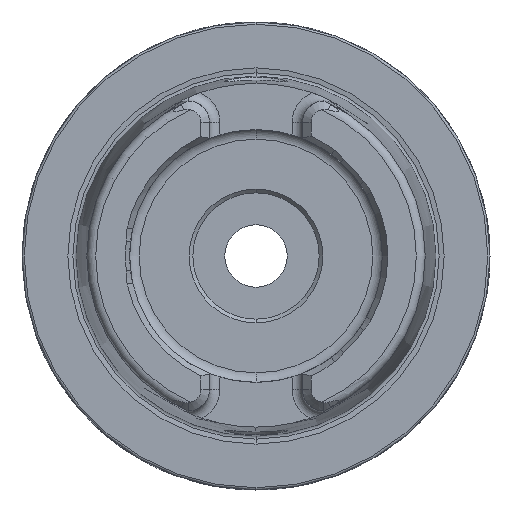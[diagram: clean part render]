
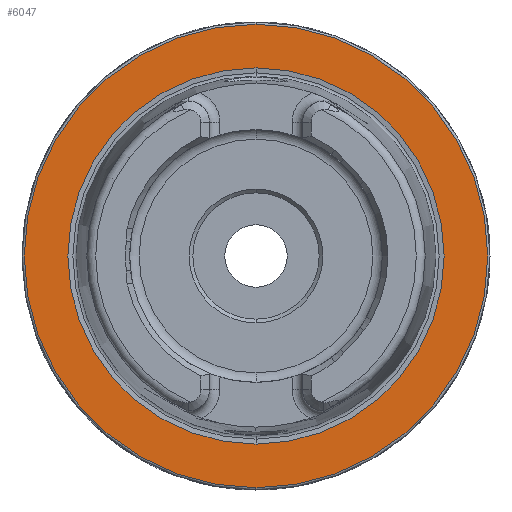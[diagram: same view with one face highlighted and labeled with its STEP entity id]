
A CAD part, left-side view. The second image highlights one B-rep face of the part: STEP entity #6047.
In plain terms, the highlighted planar face has unit normal (-1, 0, 0).
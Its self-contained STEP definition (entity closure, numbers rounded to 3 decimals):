
#1077 = ORIENTED_EDGE ( 'NONE', *, *, #4937, .F. ) ;
#1078 = ORIENTED_EDGE ( 'NONE', *, *, #3369, .F. ) ;
#1079 = ORIENTED_EDGE ( 'NONE', *, *, #3364, .T. ) ;
#1081 = ORIENTED_EDGE ( 'NONE', *, *, #4938, .T. ) ;
#1307 = AXIS2_PLACEMENT_3D ( 'NONE', #7060, #7068, #7069 ) ;
#2041 = CIRCLE ( 'NONE', #3493, 31.2 ) ;
#2044 = CIRCLE ( 'NONE', #3496, 25.324 ) ;
#2158 = CIRCLE ( 'NONE', #3542, 25.324 ) ;
#2159 = CIRCLE ( 'NONE', #3543, 31.2 ) ;
#2265 = FACE_BOUND ( 'NONE', #3790, .T. ) ;
#3199 = CARTESIAN_POINT ( 'NONE',  ( 0., 0., 0. ) ) ;
#3200 = DIRECTION ( 'NONE',  ( -1., 0., 0. ) ) ;
#3201 = DIRECTION ( 'NONE',  ( 0., 0., 1. ) ) ;
#3202 = CARTESIAN_POINT ( 'NONE',  ( 0., 0., 0. ) ) ;
#3203 = DIRECTION ( 'NONE',  ( -1., 0., 0. ) ) ;
#3204 = DIRECTION ( 'NONE',  ( 0., 0., 1. ) ) ;
#3364 = EDGE_CURVE ( 'NONE', #3673, #3680, #2041, .T. ) ;
#3369 = EDGE_CURVE ( 'NONE', #3675, #3674, #2044, .T. ) ;
#3493 = AXIS2_PLACEMENT_3D ( 'NONE', #6805, #6806, #6807 ) ;
#3496 = AXIS2_PLACEMENT_3D ( 'NONE', #6817, #6818, #6819 ) ;
#3542 = AXIS2_PLACEMENT_3D ( 'NONE', #3199, #3200, #3201 ) ;
#3543 = AXIS2_PLACEMENT_3D ( 'NONE', #3202, #3203, #3204 ) ;
#3673 = VERTEX_POINT ( 'NONE', #6266 ) ;
#3674 = VERTEX_POINT ( 'NONE', #6267 ) ;
#3675 = VERTEX_POINT ( 'NONE', #6268 ) ;
#3680 = VERTEX_POINT ( 'NONE', #6273 ) ;
#3790 = EDGE_LOOP ( 'NONE', ( #1077, #1078 ) ) ;
#3813 = EDGE_LOOP ( 'NONE', ( #1079, #1081 ) ) ;
#4269 = FACE_OUTER_BOUND ( 'NONE', #3813, .T. ) ;
#4937 = EDGE_CURVE ( 'NONE', #3674, #3675, #2158, .T. ) ;
#4938 = EDGE_CURVE ( 'NONE', #3680, #3673, #2159, .T. ) ;
#6047 = ADVANCED_FACE ( 'NONE', ( #2265, #4269 ), #7066, .F. ) ;
#6266 = CARTESIAN_POINT ( 'NONE',  ( 0., 0., 31.2 ) ) ;
#6267 = CARTESIAN_POINT ( 'NONE',  ( 0., 0., 25.324 ) ) ;
#6268 = CARTESIAN_POINT ( 'NONE',  ( 0., 0., -25.324 ) ) ;
#6273 = CARTESIAN_POINT ( 'NONE',  ( 0., 0., -31.2 ) ) ;
#6805 = CARTESIAN_POINT ( 'NONE',  ( 0., 0., 0. ) ) ;
#6806 = DIRECTION ( 'NONE',  ( -1., 0., 0. ) ) ;
#6807 = DIRECTION ( 'NONE',  ( 0., 0., 1. ) ) ;
#6817 = CARTESIAN_POINT ( 'NONE',  ( 0., 0., 0. ) ) ;
#6818 = DIRECTION ( 'NONE',  ( -1., 0., 0. ) ) ;
#6819 = DIRECTION ( 'NONE',  ( 0., 0., 1. ) ) ;
#7060 = CARTESIAN_POINT ( 'NONE',  ( 0., 31.2, 0. ) ) ;
#7066 = PLANE ( 'NONE',  #1307 ) ;
#7068 = DIRECTION ( 'NONE',  ( 1., 0., 0. ) ) ;
#7069 = DIRECTION ( 'NONE',  ( 0., 0., -1. ) ) ;
